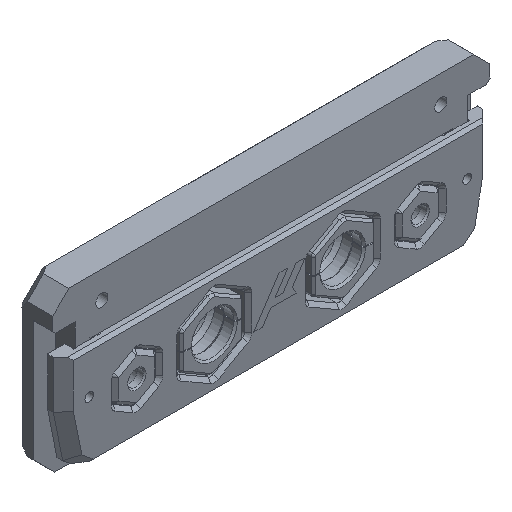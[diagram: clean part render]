
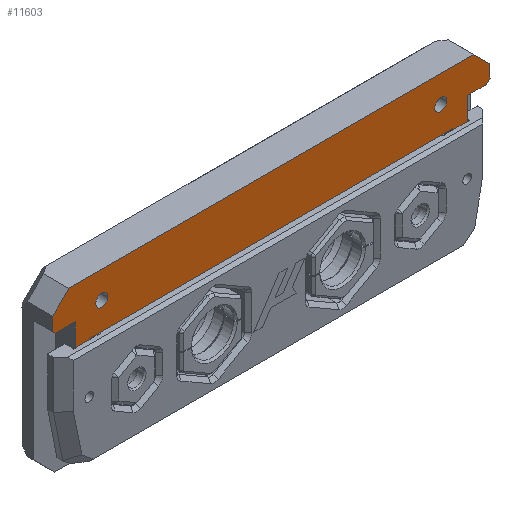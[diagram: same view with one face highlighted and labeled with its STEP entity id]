
A CAD part, isometric view. The second image highlights one B-rep face of the part: STEP entity #11603.
In plain terms, the highlighted planar face has unit normal (0, -1, 0).
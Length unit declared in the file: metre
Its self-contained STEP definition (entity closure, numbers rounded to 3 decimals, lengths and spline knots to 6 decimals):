
#584=CIRCLE('',#12661,0.00095);
#585=CIRCLE('',#12663,0.0017);
#586=CIRCLE('',#12665,0.00095);
#587=CIRCLE('',#12667,0.0017);
#3146=ORIENTED_EDGE('',*,*,#5286,.F.);
#3147=ORIENTED_EDGE('',*,*,#5287,.F.);
#3148=ORIENTED_EDGE('',*,*,#5288,.T.);
#3149=ORIENTED_EDGE('',*,*,#5289,.F.);
#3150=ORIENTED_EDGE('',*,*,#5290,.T.);
#3151=ORIENTED_EDGE('',*,*,#5291,.T.);
#3152=ORIENTED_EDGE('',*,*,#5292,.F.);
#3153=ORIENTED_EDGE('',*,*,#5293,.T.);
#3154=ORIENTED_EDGE('',*,*,#5294,.T.);
#3155=ORIENTED_EDGE('',*,*,#5295,.F.);
#3156=ORIENTED_EDGE('',*,*,#5296,.T.);
#3157=ORIENTED_EDGE('',*,*,#5297,.F.);
#3158=ORIENTED_EDGE('',*,*,#5298,.F.);
#3159=ORIENTED_EDGE('',*,*,#5299,.F.);
#3160=ORIENTED_EDGE('',*,*,#5281,.F.);
#3161=ORIENTED_EDGE('',*,*,#5272,.F.);
#3162=ORIENTED_EDGE('',*,*,#5285,.F.);
#3163=ORIENTED_EDGE('',*,*,#5300,.F.);
#3164=ORIENTED_EDGE('',*,*,#5271,.T.);
#3165=ORIENTED_EDGE('',*,*,#5270,.T.);
#3166=ORIENTED_EDGE('',*,*,#5269,.T.);
#3167=ORIENTED_EDGE('',*,*,#5268,.T.);
#5268=EDGE_CURVE('',#6492,#6492,#584,.T.);
#5269=EDGE_CURVE('',#6493,#6493,#585,.T.);
#5270=EDGE_CURVE('',#6494,#6494,#586,.T.);
#5271=EDGE_CURVE('',#6495,#6495,#587,.T.);
#5272=EDGE_CURVE('',#6496,#6497,#7658,.T.);
#5281=EDGE_CURVE('',#6497,#6505,#7665,.T.);
#5285=EDGE_CURVE('',#6507,#6496,#7669,.T.);
#5286=EDGE_CURVE('',#6508,#6509,#7670,.T.);
#5287=EDGE_CURVE('',#6510,#6508,#7671,.T.);
#5288=EDGE_CURVE('',#6510,#6511,#7672,.T.);
#5289=EDGE_CURVE('',#6512,#6511,#7673,.T.);
#5290=EDGE_CURVE('',#6512,#6513,#7674,.T.);
#5291=EDGE_CURVE('',#6513,#6514,#7675,.T.);
#5292=EDGE_CURVE('',#6515,#6514,#7676,.T.);
#5293=EDGE_CURVE('',#6515,#6516,#7677,.T.);
#5294=EDGE_CURVE('',#6516,#6517,#7678,.T.);
#5295=EDGE_CURVE('',#6518,#6517,#7679,.T.);
#5296=EDGE_CURVE('',#6518,#6519,#7680,.T.);
#5297=EDGE_CURVE('',#6520,#6519,#7681,.T.);
#5298=EDGE_CURVE('',#6521,#6520,#7682,.T.);
#5299=EDGE_CURVE('',#6505,#6521,#7683,.T.);
#5300=EDGE_CURVE('',#6509,#6507,#7684,.T.);
#6492=VERTEX_POINT('',#18980);
#6493=VERTEX_POINT('',#18983);
#6494=VERTEX_POINT('',#18986);
#6495=VERTEX_POINT('',#18989);
#6496=VERTEX_POINT('',#18992);
#6497=VERTEX_POINT('',#18993);
#6505=VERTEX_POINT('',#19013);
#6507=VERTEX_POINT('',#19019);
#6508=VERTEX_POINT('',#19023);
#6509=VERTEX_POINT('',#19024);
#6510=VERTEX_POINT('',#19026);
#6511=VERTEX_POINT('',#19028);
#6512=VERTEX_POINT('',#19030);
#6513=VERTEX_POINT('',#19032);
#6514=VERTEX_POINT('',#19034);
#6515=VERTEX_POINT('',#19036);
#6516=VERTEX_POINT('',#19038);
#6517=VERTEX_POINT('',#19040);
#6518=VERTEX_POINT('',#19042);
#6519=VERTEX_POINT('',#19044);
#6520=VERTEX_POINT('',#19046);
#6521=VERTEX_POINT('',#19048);
#7658=LINE('',#18991,#8908);
#7665=LINE('',#19012,#8915);
#7669=LINE('',#19020,#8919);
#7670=LINE('',#19022,#8920);
#7671=LINE('',#19025,#8921);
#7672=LINE('',#19027,#8922);
#7673=LINE('',#19029,#8923);
#7674=LINE('',#19031,#8924);
#7675=LINE('',#19033,#8925);
#7676=LINE('',#19035,#8926);
#7677=LINE('',#19037,#8927);
#7678=LINE('',#19039,#8928);
#7679=LINE('',#19041,#8929);
#7680=LINE('',#19043,#8930);
#7681=LINE('',#19045,#8931);
#7682=LINE('',#19047,#8932);
#7683=LINE('',#19049,#8933);
#7684=LINE('',#19050,#8934);
#8908=VECTOR('',#15446,1.);
#8915=VECTOR('',#15463,1.);
#8919=VECTOR('',#15469,1.);
#8920=VECTOR('',#15472,1.);
#8921=VECTOR('',#15473,1.);
#8922=VECTOR('',#15474,1.);
#8923=VECTOR('',#15475,1.);
#8924=VECTOR('',#15476,1.);
#8925=VECTOR('',#15477,1.);
#8926=VECTOR('',#15478,1.);
#8927=VECTOR('',#15479,1.);
#8928=VECTOR('',#15480,1.);
#8929=VECTOR('',#15481,1.);
#8930=VECTOR('',#15482,1.);
#8931=VECTOR('',#15483,1.);
#8932=VECTOR('',#15484,1.);
#8933=VECTOR('',#15485,1.);
#8934=VECTOR('',#15486,1.);
#9737=EDGE_LOOP('',(#3146,#3147,#3148,#3149,#3150,#3151,#3152,#3153,#3154,
#3155,#3156,#3157,#3158,#3159,#3160,#3161,#3162,#3163));
#9738=EDGE_LOOP('',(#3164));
#9739=EDGE_LOOP('',(#3165));
#9740=EDGE_LOOP('',(#3166));
#9741=EDGE_LOOP('',(#3167));
#10475=FACE_BOUND('',#9737,.T.);
#10476=FACE_BOUND('',#9738,.T.);
#10477=FACE_BOUND('',#9739,.T.);
#10478=FACE_BOUND('',#9740,.T.);
#10479=FACE_BOUND('',#9741,.T.);
#11019=PLANE('',#12675);
#11603=ADVANCED_FACE('',(#10475,#10476,#10477,#10478,#10479),#11019,.T.);
#12661=AXIS2_PLACEMENT_3D('',#18979,#15430,#15431);
#12663=AXIS2_PLACEMENT_3D('',#18982,#15434,#15435);
#12665=AXIS2_PLACEMENT_3D('',#18985,#15438,#15439);
#12667=AXIS2_PLACEMENT_3D('',#18988,#15442,#15443);
#12675=AXIS2_PLACEMENT_3D('',#19021,#15470,#15471);
#15430=DIRECTION('',(0.,1.,0.));
#15431=DIRECTION('',(1.,0.,0.));
#15434=DIRECTION('',(0.,1.,0.));
#15435=DIRECTION('',(-1.,0.,0.));
#15438=DIRECTION('',(0.,1.,0.));
#15439=DIRECTION('',(1.,0.,0.));
#15442=DIRECTION('',(0.,1.,0.));
#15443=DIRECTION('',(-1.,0.,0.));
#15446=DIRECTION('',(1.,0.,0.));
#15463=DIRECTION('',(0.707,0.,-0.707));
#15469=DIRECTION('',(0.707,0.,0.707));
#15470=DIRECTION('',(0.,-1.,0.));
#15471=DIRECTION('',(0.,0.,-1.));
#15472=DIRECTION('',(-0.707,0.,0.707));
#15473=DIRECTION('',(-1.,0.,0.));
#15474=DIRECTION('',(0.,0.,-1.));
#15475=DIRECTION('',(-0.707,0.,0.707));
#15476=DIRECTION('',(1.,0.,0.));
#15477=DIRECTION('',(0.,0.,1.));
#15478=DIRECTION('',(-1.,0.,0.));
#15479=DIRECTION('',(0.,0.,-1.));
#15480=DIRECTION('',(1.,0.,0.));
#15481=DIRECTION('',(-0.707,0.,-0.707));
#15482=DIRECTION('',(0.,0.,1.));
#15483=DIRECTION('',(-1.,0.,0.));
#15484=DIRECTION('',(-0.707,0.,-0.707));
#15485=DIRECTION('',(0.,0.,-1.));
#15486=DIRECTION('',(0.,0.,1.));
#18979=CARTESIAN_POINT('',(0.052825,0.1553,0.18785));
#18980=CARTESIAN_POINT('',(0.053775,0.1553,0.18785));
#18982=CARTESIAN_POINT('',(0.0475,0.1553,0.2075));
#18983=CARTESIAN_POINT('',(0.0458,0.1553,0.2075));
#18985=CARTESIAN_POINT('',(-0.052825,0.1553,0.18785));
#18986=CARTESIAN_POINT('',(-0.051875,0.1553,0.18785));
#18988=CARTESIAN_POINT('',(-0.0473,0.1553,0.2075));
#18989=CARTESIAN_POINT('',(-0.049,0.1553,0.2075));
#18991=CARTESIAN_POINT('',(0.055,0.1553,0.215));
#18992=CARTESIAN_POINT('',(-0.056525,0.1553,0.215));
#18993=CARTESIAN_POINT('',(0.056725,0.1553,0.215));
#19012=CARTESIAN_POINT('',(0.058975,0.1553,0.21275));
#19013=CARTESIAN_POINT('',(0.061225,0.1553,0.2105));
#19019=CARTESIAN_POINT('',(-0.061025,0.1553,0.2105));
#19020=CARTESIAN_POINT('',(-0.027725,0.1553,0.2438));
#19021=CARTESIAN_POINT('',(0.0529,0.1553,0.18815));
#19022=CARTESIAN_POINT('',(-0.06065,0.1553,0.206375));
#19023=CARTESIAN_POINT('',(-0.060275,0.1553,0.206));
#19024=CARTESIAN_POINT('',(-0.061025,0.1553,0.20675));
#19025=CARTESIAN_POINT('',(-0.00095,0.1553,0.206));
#19026=CARTESIAN_POINT('',(-0.0548,0.1553,0.206));
#19027=CARTESIAN_POINT('',(-0.0548,0.1553,0.194075));
#19028=CARTESIAN_POINT('',(-0.0548,0.1553,0.1773));
#19029=CARTESIAN_POINT('',(-0.0543,0.1553,0.1768));
#19030=CARTESIAN_POINT('',(-0.0538,0.1553,0.1763));
#19031=CARTESIAN_POINT('',(-0.05105,0.1553,0.1763));
#19032=CARTESIAN_POINT('',(-0.0506,0.1553,0.1763));
#19033=CARTESIAN_POINT('',(-0.0506,0.1553,0.1919));
#19034=CARTESIAN_POINT('',(-0.0506,0.1553,0.2));
#19035=CARTESIAN_POINT('',(0.0265,0.1553,0.2));
#19036=CARTESIAN_POINT('',(0.0508,0.1553,0.2));
#19037=CARTESIAN_POINT('',(0.0508,0.1553,0.194075));
#19038=CARTESIAN_POINT('',(0.0508,0.1553,0.1763));
#19039=CARTESIAN_POINT('',(0.0529,0.1553,0.1763));
#19040=CARTESIAN_POINT('',(0.054,0.1553,0.1763));
#19041=CARTESIAN_POINT('',(0.056937,0.1553,0.179238));
#19042=CARTESIAN_POINT('',(0.055,0.1553,0.1773));
#19043=CARTESIAN_POINT('',(0.055,0.1553,0.182975));
#19044=CARTESIAN_POINT('',(0.055,0.1553,0.206));
#19045=CARTESIAN_POINT('',(-0.0548,0.1553,0.206));
#19046=CARTESIAN_POINT('',(0.060164,0.1553,0.206));
#19047=CARTESIAN_POINT('',(0.054151,0.1553,0.199987));
#19048=CARTESIAN_POINT('',(0.061225,0.1553,0.207061));
#19049=CARTESIAN_POINT('',(0.061225,0.1553,0.182225));
#19050=CARTESIAN_POINT('',(-0.061025,0.1553,0.20375));
